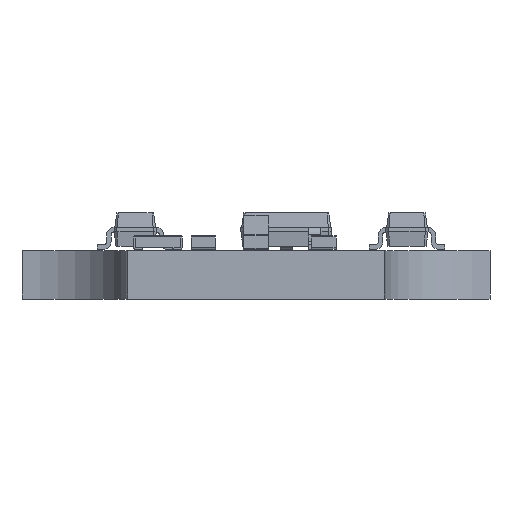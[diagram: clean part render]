
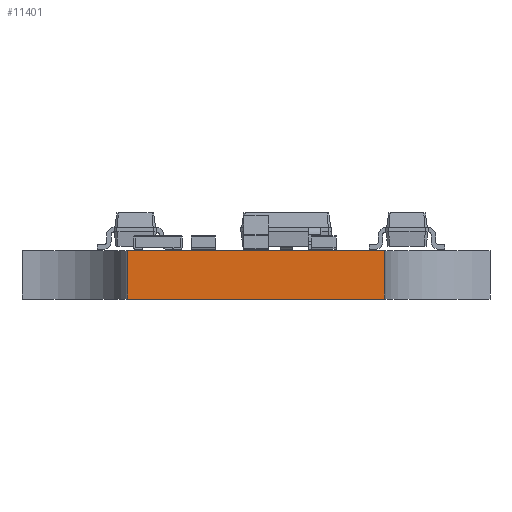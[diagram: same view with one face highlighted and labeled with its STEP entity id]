
A CAD part, left-side view. The second image highlights one B-rep face of the part: STEP entity #11401.
In plain terms, the highlighted planar face has unit normal (-1, 0, 0).
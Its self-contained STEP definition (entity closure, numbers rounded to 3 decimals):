
#10450 = PLANE('',#10451);
#10451 = AXIS2_PLACEMENT_3D('',#10452,#10453,#10454);
#10452 = CARTESIAN_POINT('',(0.,0.,
    1.6));
#10453 = DIRECTION('',(0.,0.,-1.));
#10454 = DIRECTION('',(-1.,0.,0.));
#10509 = PLANE('',#10510);
#10510 = AXIS2_PLACEMENT_3D('',#10511,#10512,#10513);
#10511 = CARTESIAN_POINT('',(0.,0.,
    0.));
#10512 = DIRECTION('',(0.,0.,-1.));
#10513 = DIRECTION('',(-1.,0.,0.));
#10828 = VERTEX_POINT('',#10829);
#10829 = CARTESIAN_POINT('',(-13.,-4.25,0.));
#10843 = PLANE('',#10844);
#10844 = AXIS2_PLACEMENT_3D('',#10845,#10846,#10847);
#10845 = CARTESIAN_POINT('',(-13.,-4.25,0.));
#10846 = DIRECTION('',(0.,1.,0.));
#10847 = DIRECTION('',(1.,0.,0.));
#10855 = EDGE_CURVE('',#10856,#10828,#10858,.T.);
#10856 = VERTEX_POINT('',#10857);
#10857 = CARTESIAN_POINT('',(-13.,4.25,0.));
#10858 = SURFACE_CURVE('',#10859,(#10863,#10870),.PCURVE_S1.);
#10859 = LINE('',#10860,#10861);
#10860 = CARTESIAN_POINT('',(-13.,4.25,0.));
#10861 = VECTOR('',#10862,1.);
#10862 = DIRECTION('',(0.,-1.,0.));
#10863 = PCURVE('',#10509,#10864);
#10864 = DEFINITIONAL_REPRESENTATION('',(#10865),#10869);
#10865 = LINE('',#10866,#10867);
#10866 = CARTESIAN_POINT('',(13.,4.25));
#10867 = VECTOR('',#10868,1.);
#10868 = DIRECTION('',(0.,-1.));
#10869 = ( GEOMETRIC_REPRESENTATION_CONTEXT(2) 
PARAMETRIC_REPRESENTATION_CONTEXT() REPRESENTATION_CONTEXT('2D SPACE',''
  ) );
#10870 = PCURVE('',#10871,#10876);
#10871 = PLANE('',#10872);
#10872 = AXIS2_PLACEMENT_3D('',#10873,#10874,#10875);
#10873 = CARTESIAN_POINT('',(-13.,4.25,0.));
#10874 = DIRECTION('',(1.,0.,0.));
#10875 = DIRECTION('',(0.,-1.,0.));
#10876 = DEFINITIONAL_REPRESENTATION('',(#10877),#10881);
#10877 = LINE('',#10878,#10879);
#10878 = CARTESIAN_POINT('',(0.,0.));
#10879 = VECTOR('',#10880,1.);
#10880 = DIRECTION('',(1.,0.));
#10881 = ( GEOMETRIC_REPRESENTATION_CONTEXT(2) 
PARAMETRIC_REPRESENTATION_CONTEXT() REPRESENTATION_CONTEXT('2D SPACE',''
  ) );
#10899 = PLANE('',#10900);
#10900 = AXIS2_PLACEMENT_3D('',#10901,#10902,#10903);
#10901 = CARTESIAN_POINT('',(-7.75,4.25,0.));
#10902 = DIRECTION('',(0.,-1.,0.));
#10903 = DIRECTION('',(-1.,0.,0.));
#11139 = VERTEX_POINT('',#11140);
#11140 = CARTESIAN_POINT('',(-13.,-4.25,1.6));
#11161 = EDGE_CURVE('',#11162,#11139,#11164,.T.);
#11162 = VERTEX_POINT('',#11163);
#11163 = CARTESIAN_POINT('',(-13.,4.25,1.6));
#11164 = SURFACE_CURVE('',#11165,(#11169,#11176),.PCURVE_S1.);
#11165 = LINE('',#11166,#11167);
#11166 = CARTESIAN_POINT('',(-13.,4.25,1.6));
#11167 = VECTOR('',#11168,1.);
#11168 = DIRECTION('',(0.,-1.,0.));
#11169 = PCURVE('',#10450,#11170);
#11170 = DEFINITIONAL_REPRESENTATION('',(#11171),#11175);
#11171 = LINE('',#11172,#11173);
#11172 = CARTESIAN_POINT('',(13.,4.25));
#11173 = VECTOR('',#11174,1.);
#11174 = DIRECTION('',(0.,-1.));
#11175 = ( GEOMETRIC_REPRESENTATION_CONTEXT(2) 
PARAMETRIC_REPRESENTATION_CONTEXT() REPRESENTATION_CONTEXT('2D SPACE',''
  ) );
#11176 = PCURVE('',#10871,#11177);
#11177 = DEFINITIONAL_REPRESENTATION('',(#11178),#11182);
#11178 = LINE('',#11179,#11180);
#11179 = CARTESIAN_POINT('',(0.,-1.6));
#11180 = VECTOR('',#11181,1.);
#11181 = DIRECTION('',(1.,0.));
#11182 = ( GEOMETRIC_REPRESENTATION_CONTEXT(2) 
PARAMETRIC_REPRESENTATION_CONTEXT() REPRESENTATION_CONTEXT('2D SPACE',''
  ) );
#11353 = EDGE_CURVE('',#10856,#11162,#11354,.T.);
#11354 = SURFACE_CURVE('',#11355,(#11359,#11366),.PCURVE_S1.);
#11355 = LINE('',#11356,#11357);
#11356 = CARTESIAN_POINT('',(-13.,4.25,0.));
#11357 = VECTOR('',#11358,1.);
#11358 = DIRECTION('',(0.,0.,1.));
#11359 = PCURVE('',#10899,#11360);
#11360 = DEFINITIONAL_REPRESENTATION('',(#11361),#11365);
#11361 = LINE('',#11362,#11363);
#11362 = CARTESIAN_POINT('',(5.25,0.));
#11363 = VECTOR('',#11364,1.);
#11364 = DIRECTION('',(0.,-1.));
#11365 = ( GEOMETRIC_REPRESENTATION_CONTEXT(2) 
PARAMETRIC_REPRESENTATION_CONTEXT() REPRESENTATION_CONTEXT('2D SPACE',''
  ) );
#11366 = PCURVE('',#10871,#11367);
#11367 = DEFINITIONAL_REPRESENTATION('',(#11368),#11372);
#11368 = LINE('',#11369,#11370);
#11369 = CARTESIAN_POINT('',(0.,0.));
#11370 = VECTOR('',#11371,1.);
#11371 = DIRECTION('',(0.,-1.));
#11372 = ( GEOMETRIC_REPRESENTATION_CONTEXT(2) 
PARAMETRIC_REPRESENTATION_CONTEXT() REPRESENTATION_CONTEXT('2D SPACE',''
  ) );
#11401 = ADVANCED_FACE('',(#11402),#10871,.F.);
#11402 = FACE_BOUND('',#11403,.F.);
#11403 = EDGE_LOOP('',(#11404,#11405,#11406,#11427));
#11404 = ORIENTED_EDGE('',*,*,#11353,.T.);
#11405 = ORIENTED_EDGE('',*,*,#11161,.T.);
#11406 = ORIENTED_EDGE('',*,*,#11407,.F.);
#11407 = EDGE_CURVE('',#10828,#11139,#11408,.T.);
#11408 = SURFACE_CURVE('',#11409,(#11413,#11420),.PCURVE_S1.);
#11409 = LINE('',#11410,#11411);
#11410 = CARTESIAN_POINT('',(-13.,-4.25,0.));
#11411 = VECTOR('',#11412,1.);
#11412 = DIRECTION('',(0.,0.,1.));
#11413 = PCURVE('',#10871,#11414);
#11414 = DEFINITIONAL_REPRESENTATION('',(#11415),#11419);
#11415 = LINE('',#11416,#11417);
#11416 = CARTESIAN_POINT('',(8.5,0.));
#11417 = VECTOR('',#11418,1.);
#11418 = DIRECTION('',(0.,-1.));
#11419 = ( GEOMETRIC_REPRESENTATION_CONTEXT(2) 
PARAMETRIC_REPRESENTATION_CONTEXT() REPRESENTATION_CONTEXT('2D SPACE',''
  ) );
#11420 = PCURVE('',#10843,#11421);
#11421 = DEFINITIONAL_REPRESENTATION('',(#11422),#11426);
#11422 = LINE('',#11423,#11424);
#11423 = CARTESIAN_POINT('',(0.,0.));
#11424 = VECTOR('',#11425,1.);
#11425 = DIRECTION('',(0.,-1.));
#11426 = ( GEOMETRIC_REPRESENTATION_CONTEXT(2) 
PARAMETRIC_REPRESENTATION_CONTEXT() REPRESENTATION_CONTEXT('2D SPACE',''
  ) );
#11427 = ORIENTED_EDGE('',*,*,#10855,.F.);
